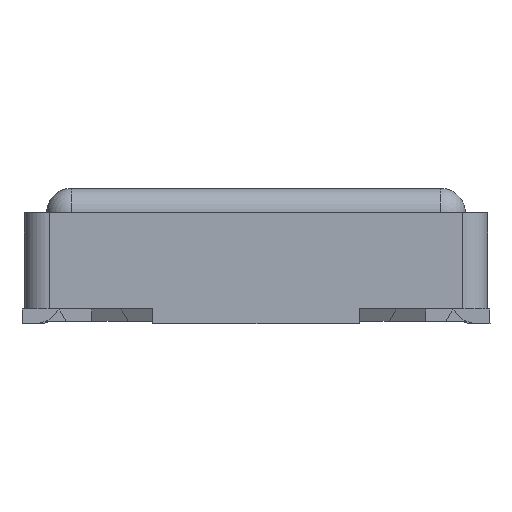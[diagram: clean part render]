
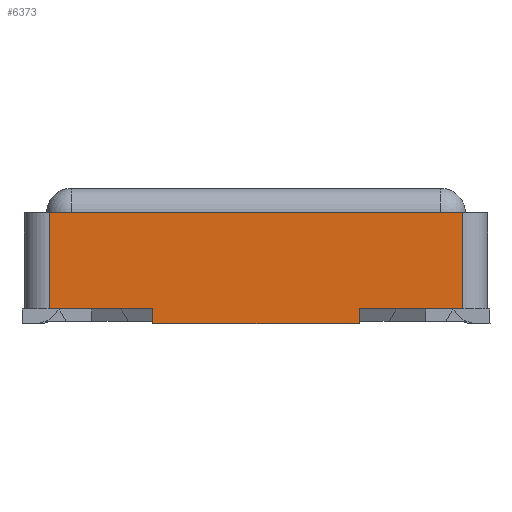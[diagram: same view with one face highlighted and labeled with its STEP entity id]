
A CAD part, left-side view. The second image highlights one B-rep face of the part: STEP entity #6373.
In plain terms, the highlighted planar face has unit normal (-1, 0, 0).
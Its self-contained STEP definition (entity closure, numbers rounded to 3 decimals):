
#447=DIRECTION('',(0.,0.,1.));
#448=VECTOR('',#447,0.39);
#449=CARTESIAN_POINT('',(0.625,-0.84,0.05));
#450=LINE('',#449,#448);
#463=DIRECTION('',(0.,1.,0.));
#464=VECTOR('',#463,0.42);
#465=CARTESIAN_POINT('',(0.625,-0.84,0.05));
#466=LINE('',#465,#464);
#467=DIRECTION('',(0.,0.,-1.));
#468=VECTOR('',#467,0.06);
#469=CARTESIAN_POINT('',(0.625,-0.42,
0.05));
#470=LINE('',#469,#468);
#471=DIRECTION('',(0.,1.,0.));
#472=VECTOR('',#471,0.42);
#473=CARTESIAN_POINT('',(0.625,0.42,
0.05));
#474=LINE('',#473,#472);
#487=DIRECTION('',(0.,0.,-1.));
#488=VECTOR('',#487,0.39);
#489=CARTESIAN_POINT('',(0.625,0.84,0.44));
#490=LINE('',#489,#488);
#522=DIRECTION('',(0.,1.,0.));
#523=VECTOR('',#522,1.68);
#524=CARTESIAN_POINT('',(0.625,-0.84,0.44));
#525=LINE('',#524,#523);
#3124=DIRECTION('',(0.,0.,-1.));
#3125=VECTOR('',#3124,0.06);
#3126=CARTESIAN_POINT('',(0.625,0.42,
0.05));
#3127=LINE('',#3126,#3125);
#3137=DIRECTION('',(0.,-1.,0.));
#3138=VECTOR('',#3137,0.84);
#3139=CARTESIAN_POINT('',(0.625,0.42,
-0.01));
#3140=LINE('',#3139,#3138);
#4613=CARTESIAN_POINT('',(0.625,-0.84,0.05));
#4614=CARTESIAN_POINT('',(0.625,-0.84,0.44));
#4615=VERTEX_POINT('',#4613);
#4616=VERTEX_POINT('',#4614);
#4621=CARTESIAN_POINT('',(0.625,0.84,0.44));
#4622=CARTESIAN_POINT('',(0.625,0.84,0.05));
#4623=VERTEX_POINT('',#4621);
#4624=VERTEX_POINT('',#4622);
#4625=CARTESIAN_POINT('',(0.625,-0.42,
0.05));
#4626=VERTEX_POINT('',#4625);
#4627=CARTESIAN_POINT('',(0.625,-0.42,
-0.01));
#4628=VERTEX_POINT('',#4627);
#4629=CARTESIAN_POINT('',(0.625,0.42,
-0.01));
#4630=VERTEX_POINT('',#4629);
#4631=CARTESIAN_POINT('',(0.625,0.42,
0.05));
#4632=VERTEX_POINT('',#4631);
#6351=CARTESIAN_POINT('',(0.625,0.94,0.));
#6352=DIRECTION('',(-1.,0.,0.));
#6353=DIRECTION('',(0.,-1.,0.));
#6354=AXIS2_PLACEMENT_3D('',#6351,#6352,#6353);
#6355=PLANE('',#6354);
#6357=ORIENTED_EDGE('',*,*,#6356,.F.);
#6359=ORIENTED_EDGE('',*,*,#6358,.F.);
#6360=ORIENTED_EDGE('',*,*,#6337,.F.);
#6362=ORIENTED_EDGE('',*,*,#6361,.T.);
#6364=ORIENTED_EDGE('',*,*,#6363,.T.);
#6366=ORIENTED_EDGE('',*,*,#6365,.F.);
#6368=ORIENTED_EDGE('',*,*,#6367,.F.);
#6370=ORIENTED_EDGE('',*,*,#6369,.T.);
#6371=EDGE_LOOP('',(#6357,#6359,#6360,#6362,#6364,#6366,#6368,#6370));
#6372=FACE_OUTER_BOUND('',#6371,.F.);
#6337=EDGE_CURVE('',#4615,#4616,#450,.T.);
#6356=EDGE_CURVE('',#4623,#4624,#490,.T.);
#6358=EDGE_CURVE('',#4616,#4623,#525,.T.);
#6361=EDGE_CURVE('',#4615,#4626,#466,.T.);
#6363=EDGE_CURVE('',#4626,#4628,#470,.T.);
#6365=EDGE_CURVE('',#4630,#4628,#3140,.T.);
#6367=EDGE_CURVE('',#4632,#4630,#3127,.T.);
#6369=EDGE_CURVE('',#4632,#4624,#474,.T.);
#6373=ADVANCED_FACE('',(#6372),#6355,.T.);
